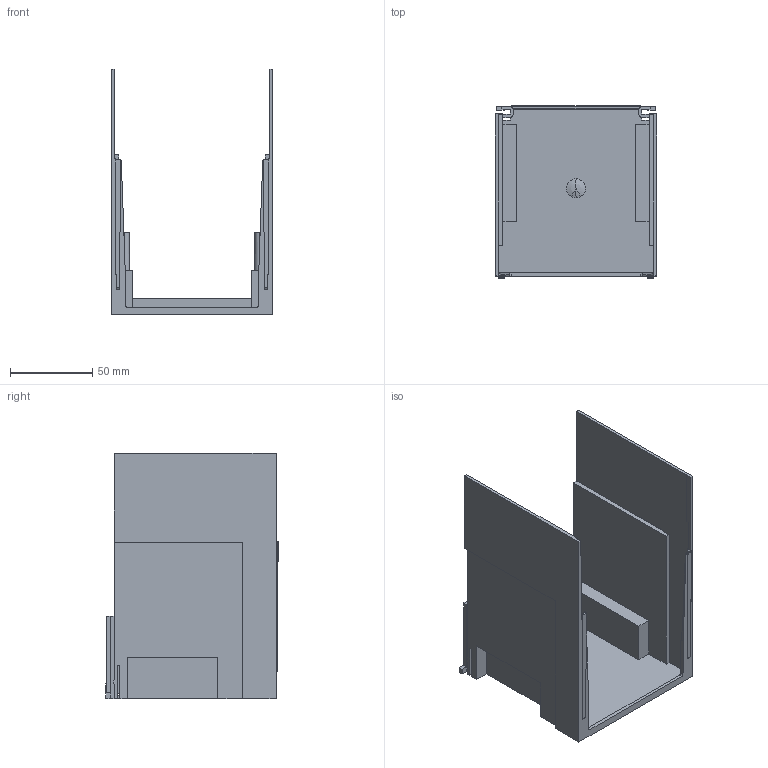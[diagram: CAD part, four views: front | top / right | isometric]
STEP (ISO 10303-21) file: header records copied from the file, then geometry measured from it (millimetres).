
FILE_DESCRIPTION(('CATIA V5 STEP'),'2;1');
FILE_NAME('L8950666_L_Anschlussraumabdeckung_HA-SL123_10.stp','2013-11-05T10:20:21+00:00',('none'),('Jean Müller GmbH'),'CATIA Version 5 Release 19 SP 9 (IN-10)','CATIA V5 STEP AP214','none');
FILE_SCHEMA(('AUTOMOTIVE_DESIGN { 1 0 10303 214 1 1 1 1 }'));
Length unit declared in the file: millimetre
Products named in the file (1): L8950666_L_Anschlussraumabdeckung HA-SL123/10
Bounding box: 98 x 104.79 x 149 mm (x, y, z)
Volume: 85612.7 mm3; surface area: 90738 mm2
Topology: 3 solids, 3 shells, 185 faces, 542 edges, 354 vertices
Faces by surface type: plane 147, cylinder 30, sphere 8
Entity records: 5831 total; most frequent: CARTESIAN_POINT 1193, ORIENTED_EDGE 1068, DIRECTION 770, EDGE_CURVE 534, VECTOR 434, LINE 434, VERTEX_POINT 354, AXIS2_PLACEMENT_3D 201
